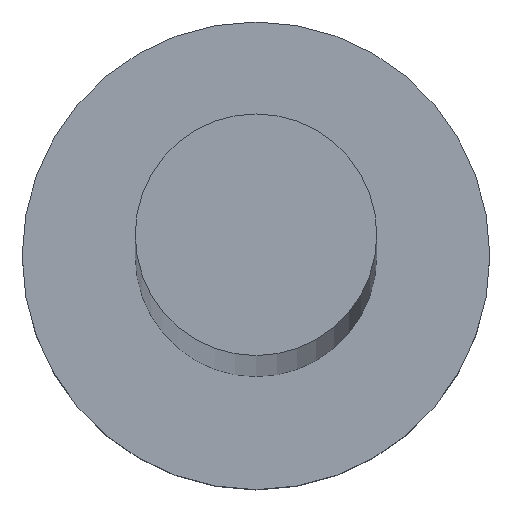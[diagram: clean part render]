
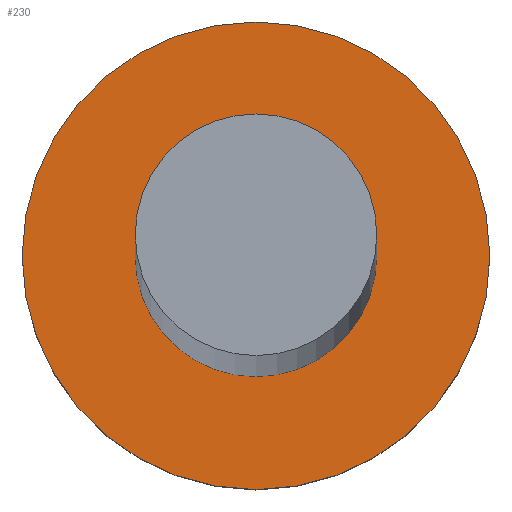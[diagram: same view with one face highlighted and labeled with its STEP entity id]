
A CAD part, top view. The second image highlights one B-rep face of the part: STEP entity #230.
In plain terms, the highlighted planar face has unit normal (0, 0, 1).
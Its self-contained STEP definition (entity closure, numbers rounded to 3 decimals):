
#10 = AXIS2_PLACEMENT_3D ( 'NONE', #165, #47, #105 ) ;
#28 = DIRECTION ( 'NONE',  ( 1., 0., 0. ) ) ;
#33 = AXIS2_PLACEMENT_3D ( 'NONE', #65, #144, #226 ) ;
#40 = VERTEX_POINT ( 'NONE', #201 ) ;
#44 = DIRECTION ( 'NONE',  ( 0., 0., 1. ) ) ;
#47 = DIRECTION ( 'NONE',  ( 0., 0., 1. ) ) ;
#56 = VERTEX_POINT ( 'NONE', #153 ) ;
#59 = ORIENTED_EDGE ( 'NONE', *, *, #130, .F. ) ;
#62 = AXIS2_PLACEMENT_3D ( 'NONE', #161, #222, #28 ) ;
#64 = DIRECTION ( 'NONE',  ( 0., 0., 1. ) ) ;
#65 = CARTESIAN_POINT ( 'NONE',  ( 0., 0., 5. ) ) ;
#67 = DIRECTION ( 'NONE',  ( 1., 0., 0. ) ) ;
#75 = EDGE_LOOP ( 'NONE', ( #91, #238 ) ) ;
#81 = CARTESIAN_POINT ( 'NONE',  ( 0., 0., 5. ) ) ;
#86 = FACE_OUTER_BOUND ( 'NONE', #75, .T. ) ;
#91 = ORIENTED_EDGE ( 'NONE', *, *, #122, .T. ) ;
#98 = VERTEX_POINT ( 'NONE', #209 ) ;
#100 = EDGE_CURVE ( 'NONE', #56, #40, #231, .T. ) ;
#104 = AXIS2_PLACEMENT_3D ( 'NONE', #81, #44, #164 ) ;
#105 = DIRECTION ( 'NONE',  ( 1., 0., 0. ) ) ;
#122 = EDGE_CURVE ( 'NONE', #40, #56, #174, .T. ) ;
#130 = EDGE_CURVE ( 'NONE', #234, #98, #185, .T. ) ;
#144 = DIRECTION ( 'NONE',  ( 0., 0., 1. ) ) ;
#146 = FACE_BOUND ( 'NONE', #236, .T. ) ;
#153 = CARTESIAN_POINT ( 'NONE',  ( 6., 0., 5. ) ) ;
#160 = ORIENTED_EDGE ( 'NONE', *, *, #192, .F. ) ;
#161 = CARTESIAN_POINT ( 'NONE',  ( 0., 0., 5. ) ) ;
#164 = DIRECTION ( 'NONE',  ( 1., 0., 0. ) ) ;
#165 = CARTESIAN_POINT ( 'NONE',  ( 0., 0., 5. ) ) ;
#174 = CIRCLE ( 'NONE', #62, 6. ) ;
#183 = CARTESIAN_POINT ( 'NONE',  ( -3.1, 0., 5. ) ) ;
#185 = CIRCLE ( 'NONE', #104, 3.1 ) ;
#192 = EDGE_CURVE ( 'NONE', #98, #234, #247, .T. ) ;
#201 = CARTESIAN_POINT ( 'NONE',  ( -6., 0., 5. ) ) ;
#209 = CARTESIAN_POINT ( 'NONE',  ( 3.1, 0., 5. ) ) ;
#222 = DIRECTION ( 'NONE',  ( 0., 0., 1. ) ) ;
#223 = CARTESIAN_POINT ( 'NONE',  ( 0., 0., 5. ) ) ;
#226 = DIRECTION ( 'NONE',  ( 1., 0., 0. ) ) ;
#229 = AXIS2_PLACEMENT_3D ( 'NONE', #223, #64, #67 ) ;
#230 = ADVANCED_FACE ( 'NONE', ( #146, #86 ), #244, .T. ) ;
#231 = CIRCLE ( 'NONE', #229, 6. ) ;
#234 = VERTEX_POINT ( 'NONE', #183 ) ;
#236 = EDGE_LOOP ( 'NONE', ( #59, #160 ) ) ;
#238 = ORIENTED_EDGE ( 'NONE', *, *, #100, .T. ) ;
#244 = PLANE ( 'NONE',  #33 ) ;
#247 = CIRCLE ( 'NONE', #10, 3.1 ) ;
